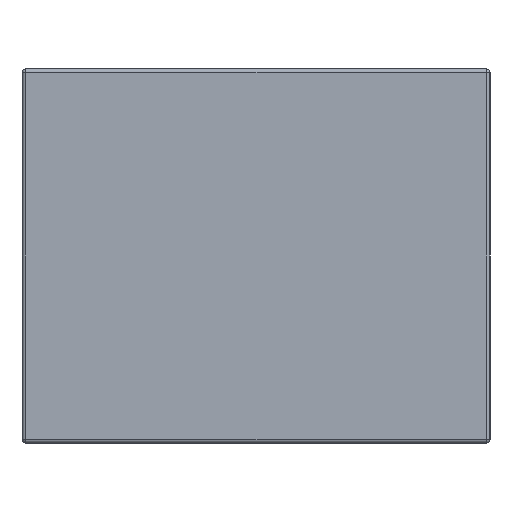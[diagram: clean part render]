
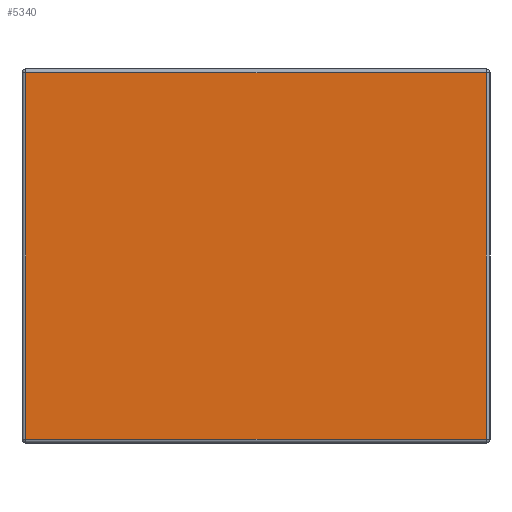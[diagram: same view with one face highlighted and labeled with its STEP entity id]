
A CAD part, left-side view. The second image highlights one B-rep face of the part: STEP entity #5340.
In plain terms, the highlighted planar face has unit normal (-1, 0, 0).
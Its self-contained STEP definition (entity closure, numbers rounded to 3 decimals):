
#770=FACE_OUTER_BOUND('',#1093,.T.);
#1093=EDGE_LOOP('',(#4838,#4839,#4840,#4841));
#1587=LINE('',#9598,#2084);
#1588=LINE('',#9601,#2085);
#1598=LINE('',#9642,#2095);
#1600=LINE('',#9647,#2097);
#2084=VECTOR('',#6476,10.);
#2085=VECTOR('',#6479,10.);
#2095=VECTOR('',#6529,10.);
#2097=VECTOR('',#6535,10.);
#2584=VERTEX_POINT('',#9586);
#2587=VERTEX_POINT('',#9596);
#2588=VERTEX_POINT('',#9600);
#2599=VERTEX_POINT('',#9640);
#3319=EDGE_CURVE('',#2587,#2584,#1587,.T.);
#3320=EDGE_CURVE('',#2584,#2588,#1588,.T.);
#3342=EDGE_CURVE('',#2599,#2587,#1598,.T.);
#3345=EDGE_CURVE('',#2588,#2599,#1600,.T.);
#4838=ORIENTED_EDGE('',*,*,#3319,.F.);
#4839=ORIENTED_EDGE('',*,*,#3342,.F.);
#4840=ORIENTED_EDGE('',*,*,#3345,.F.);
#4841=ORIENTED_EDGE('',*,*,#3320,.F.);
#5056=PLANE('',#5602);
#5340=ADVANCED_FACE('',(#770),#5056,.T.);
#5602=AXIS2_PLACEMENT_3D('',#9675,#6575,#6576);
#6476=DIRECTION('',(0.,-1.,0.));
#6479=DIRECTION('',(0.,0.,-1.));
#6529=DIRECTION('',(0.,0.,1.));
#6535=DIRECTION('',(0.,1.,0.));
#6575=DIRECTION('center_axis',(-1.,0.,0.));
#6576=DIRECTION('ref_axis',(0.,-1.,0.));
#9586=CARTESIAN_POINT('',(-6.,-1.475,2.355));
#9596=CARTESIAN_POINT('',(-6.,1.475,2.355));
#9598=CARTESIAN_POINT('',(-6.,0.75,2.355));
#9600=CARTESIAN_POINT('',(-6.,-1.475,0.005));
#9601=CARTESIAN_POINT('',(-6.,-1.475,0.));
#9640=CARTESIAN_POINT('',(-6.,1.475,0.005));
#9642=CARTESIAN_POINT('',(-6.,1.475,0.));
#9647=CARTESIAN_POINT('',(-6.,0.75,0.005));
#9675=CARTESIAN_POINT('Origin',(-6.,1.5,0.));
